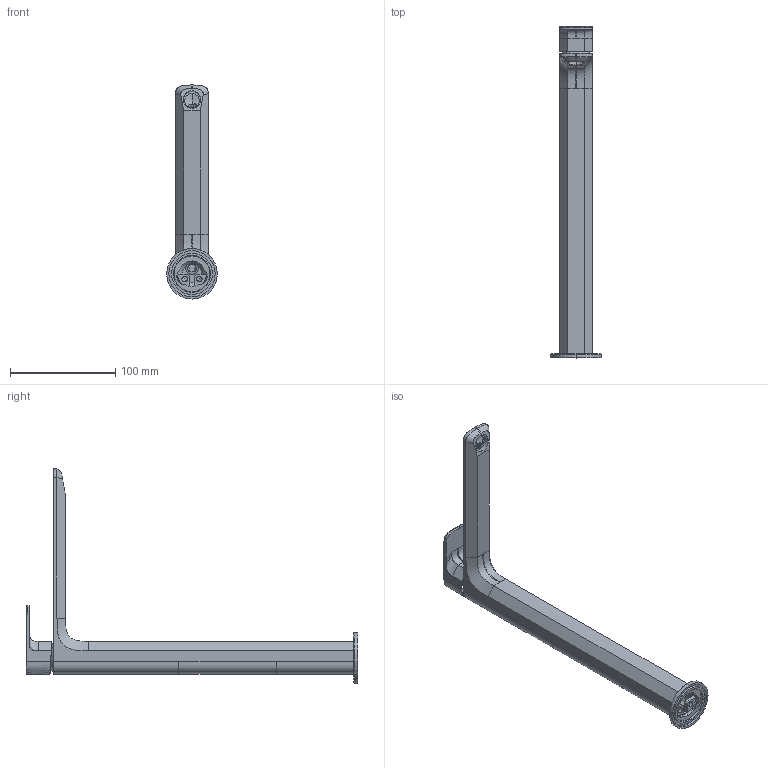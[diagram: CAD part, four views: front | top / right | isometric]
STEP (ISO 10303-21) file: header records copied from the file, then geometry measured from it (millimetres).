
FILE_DESCRIPTION (( 'STEP AP214' ), '1' );
FILE_NAME ('3030AL._bordi_esterni.STEP', '2024-10-29T07:44:25', ( '' ), ( '' ), 'SwSTEP 2.0', 'SolidWorks 2018', '' );
FILE_SCHEMA (( 'AUTOMOTIVE_DESIGN' ));
Length unit declared in the file: millimetre
Products named in the file (1): 3030AL._bordi_esterni
Bounding box: 48 x 315.3 x 203.5 mm (x, y, z)
Surface area: 82493.9 mm2 (no closed solid volume)
Topology: 0 solids, 4 shells, 162 faces, 550 edges, 373 vertices
Faces by surface type: plane 60, cylinder 46, bspline 46, cone 10
Entity records: 12470 total; most frequent: CARTESIAN_POINT 6462, ORIENTED_EDGE 903, DIRECTION 694, EDGE_CURVE 548, VERTEX_POINT 373, VECTOR 234, LINE 234, AXIS2_PLACEMENT_3D 230
